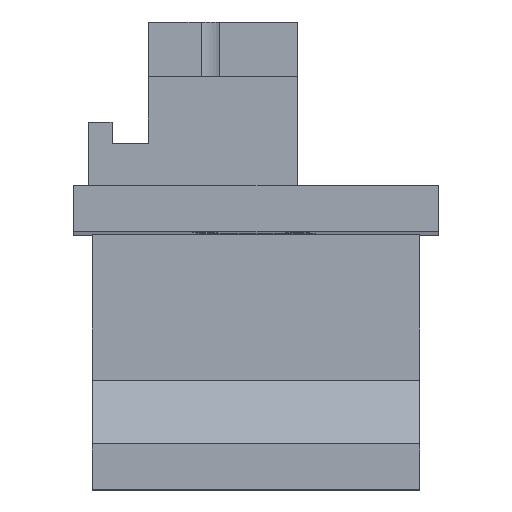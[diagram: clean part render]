
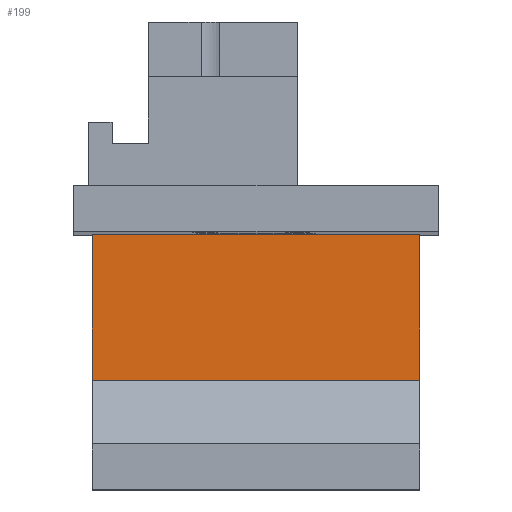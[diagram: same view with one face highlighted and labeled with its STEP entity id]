
A CAD part, top view. The second image highlights one B-rep face of the part: STEP entity #199.
In plain terms, the highlighted planar face has unit normal (0, 0, 1).
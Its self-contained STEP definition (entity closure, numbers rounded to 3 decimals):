
#119 = VERTEX_POINT('',#120);
#120 = CARTESIAN_POINT('',(0.,14.,12.5));
#126 = EDGE_CURVE('',#127,#119,#129,.T.);
#127 = VERTEX_POINT('',#128);
#128 = CARTESIAN_POINT('',(0.,6.,12.5));
#129 = LINE('',#130,#131);
#130 = CARTESIAN_POINT('',(0.,3.,12.5));
#131 = VECTOR('',#132,1.);
#132 = DIRECTION('',(0.,1.,0.));
#180 = VERTEX_POINT('',#181);
#181 = CARTESIAN_POINT('',(18.,6.,12.5));
#189 = EDGE_CURVE('',#180,#127,#190,.T.);
#190 = LINE('',#191,#192);
#191 = CARTESIAN_POINT('',(18.,6.,12.5));
#192 = VECTOR('',#193,1.);
#193 = DIRECTION('',(-1.,-0.,-0.));
#199 = ADVANCED_FACE('',(#200),#218,.F.);
#200 = FACE_BOUND('',#201,.F.);
#201 = EDGE_LOOP('',(#202,#210,#211,#212));
#202 = ORIENTED_EDGE('',*,*,#203,.F.);
#203 = EDGE_CURVE('',#180,#204,#206,.T.);
#204 = VERTEX_POINT('',#205);
#205 = CARTESIAN_POINT('',(18.,14.,12.5));
#206 = LINE('',#207,#208);
#207 = CARTESIAN_POINT('',(18.,6.,12.5));
#208 = VECTOR('',#209,1.);
#209 = DIRECTION('',(0.,1.,0.));
#210 = ORIENTED_EDGE('',*,*,#189,.T.);
#211 = ORIENTED_EDGE('',*,*,#126,.T.);
#212 = ORIENTED_EDGE('',*,*,#213,.F.);
#213 = EDGE_CURVE('',#204,#119,#214,.T.);
#214 = LINE('',#215,#216);
#215 = CARTESIAN_POINT('',(18.,14.,12.5));
#216 = VECTOR('',#217,1.);
#217 = DIRECTION('',(-1.,-0.,-0.));
#218 = PLANE('',#219);
#219 = AXIS2_PLACEMENT_3D('',#220,#221,#222);
#220 = CARTESIAN_POINT('',(18.,6.,12.5));
#221 = DIRECTION('',(0.,0.,-1.));
#222 = DIRECTION('',(0.,1.,0.));
